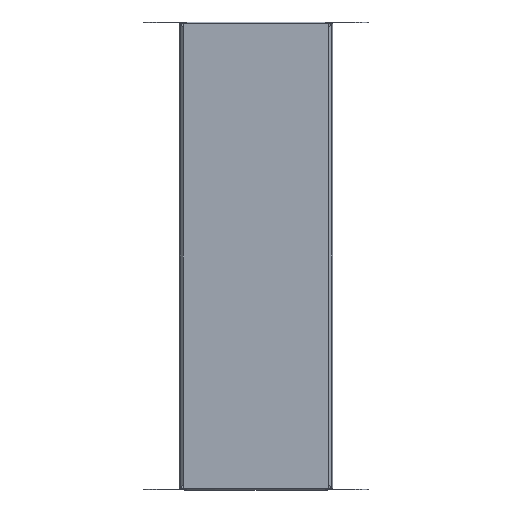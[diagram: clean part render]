
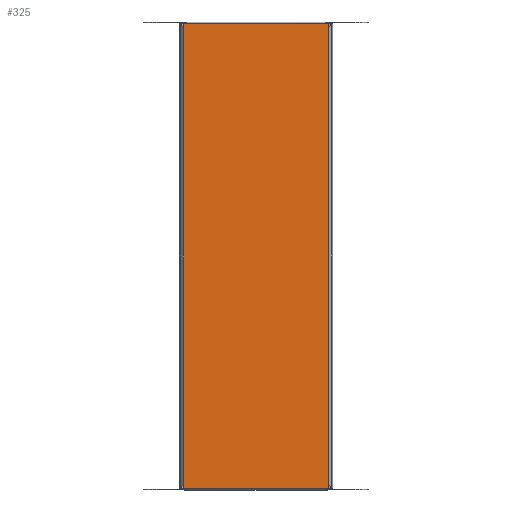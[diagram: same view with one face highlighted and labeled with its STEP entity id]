
A CAD part, front view. The second image highlights one B-rep face of the part: STEP entity #325.
In plain terms, the highlighted planar face has unit normal (0, -1, 0).
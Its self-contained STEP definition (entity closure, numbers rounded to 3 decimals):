
#27 = VERTEX_POINT ( 'NONE', #1337 ) ;
#103 = CARTESIAN_POINT ( 'NONE',  ( -90.5, 0., -297.75 ) ) ;
#131 = EDGE_LOOP ( 'NONE', ( #2233, #391, #1803, #2027, #2164, #605, #541, #1342, #3063, #2999, #2510, #596 ) ) ;
#133 = PLANE ( 'NONE',  #2533 ) ;
#170 = VECTOR ( 'NONE', #2116, 1000. ) ;
#175 = CARTESIAN_POINT ( 'NONE',  ( -93.25, 0., -297.5 ) ) ;
#199 = DIRECTION ( 'NONE',  ( 0., 0., -1. ) ) ;
#234 = VECTOR ( 'NONE', #2049, 1000. ) ;
#325 = ADVANCED_FACE ( 'NONE', ( #969 ), #133, .T. ) ;
#349 = AXIS2_PLACEMENT_3D ( 'NONE', #3275, #1732, #199 ) ;
#366 = VECTOR ( 'NONE', #1479, 1000. ) ;
#391 = ORIENTED_EDGE ( 'NONE', *, *, #1170, .T. ) ;
#409 = VECTOR ( 'NONE', #2287, 1000. ) ;
#429 = VECTOR ( 'NONE', #1975, 1000. ) ;
#450 = LINE ( 'NONE', #2253, #366 ) ;
#531 = CIRCLE ( 'NONE', #349, 3.25 ) ;
#541 = ORIENTED_EDGE ( 'NONE', *, *, #807, .F. ) ;
#546 = LINE ( 'NONE', #767, #3205 ) ;
#579 = EDGE_CURVE ( 'NONE', #1263, #1142, #2386, .T. ) ;
#596 = ORIENTED_EDGE ( 'NONE', *, *, #2557, .T. ) ;
#605 = ORIENTED_EDGE ( 'NONE', *, *, #3195, .T. ) ;
#625 = DIRECTION ( 'NONE',  ( 0., 1., 0. ) ) ;
#644 = CARTESIAN_POINT ( 'NONE',  ( -144., 0., 300. ) ) ;
#698 = EDGE_CURVE ( 'NONE', #1114, #27, #848, .T. ) ;
#705 = AXIS2_PLACEMENT_3D ( 'NONE', #2805, #1241, #3064 ) ;
#733 = CARTESIAN_POINT ( 'NONE',  ( 91.75, 0., -297.5 ) ) ;
#767 = CARTESIAN_POINT ( 'NONE',  ( -93.25, 0., 297.5 ) ) ;
#807 = EDGE_CURVE ( 'NONE', #1058, #854, #3269, .T. ) ;
#847 = EDGE_CURVE ( 'NONE', #1058, #1142, #531, .T. ) ;
#848 = LINE ( 'NONE', #1591, #170 ) ;
#854 = VERTEX_POINT ( 'NONE', #3023 ) ;
#862 = CARTESIAN_POINT ( 'NONE',  ( -91.75, 0., 297.5 ) ) ;
#881 = CARTESIAN_POINT ( 'NONE',  ( 91.75, 0., -300.75 ) ) ;
#894 = EDGE_CURVE ( 'NONE', #1346, #1948, #450, .T. ) ;
#899 = VERTEX_POINT ( 'NONE', #1741 ) ;
#908 = LINE ( 'NONE', #1522, #234 ) ;
#912 = VERTEX_POINT ( 'NONE', #2262 ) ;
#969 = FACE_OUTER_BOUND ( 'NONE', #131, .T. ) ;
#980 = VECTOR ( 'NONE', #3287, 1000. ) ;
#991 = CARTESIAN_POINT ( 'NONE',  ( -91.75, 0., -297.5 ) ) ;
#1003 = CIRCLE ( 'NONE', #3115, 3.25 ) ;
#1058 = VERTEX_POINT ( 'NONE', #2369 ) ;
#1103 = AXIS2_PLACEMENT_3D ( 'NONE', #2933, #1371, #3189 ) ;
#1114 = VERTEX_POINT ( 'NONE', #103 ) ;
#1142 = VERTEX_POINT ( 'NONE', #862 ) ;
#1170 = EDGE_CURVE ( 'NONE', #27, #2569, #1003, .T. ) ;
#1192 = CARTESIAN_POINT ( 'NONE',  ( -144., 0., 297.75 ) ) ;
#1241 = DIRECTION ( 'NONE',  ( 0., 1., 0. ) ) ;
#1263 = VERTEX_POINT ( 'NONE', #3233 ) ;
#1337 = CARTESIAN_POINT ( 'NONE',  ( 90.5, 0., -297.75 ) ) ;
#1342 = ORIENTED_EDGE ( 'NONE', *, *, #847, .T. ) ;
#1346 = VERTEX_POINT ( 'NONE', #991 ) ;
#1371 = DIRECTION ( 'NONE',  ( 0., 1., 0. ) ) ;
#1382 = EDGE_CURVE ( 'NONE', #2810, #2569, #908, .T. ) ;
#1454 = DIRECTION ( 'NONE',  ( 1., 0., 0. ) ) ;
#1464 = LINE ( 'NONE', #175, #429 ) ;
#1479 = DIRECTION ( 'NONE',  ( -1., 0., 0. ) ) ;
#1522 = CARTESIAN_POINT ( 'NONE',  ( -93.25, 0., -297.5 ) ) ;
#1591 = CARTESIAN_POINT ( 'NONE',  ( -144., 0., -297.75 ) ) ;
#1593 = CIRCLE ( 'NONE', #705, 3.25 ) ;
#1676 = DIRECTION ( 'NONE',  ( 0., -1., 0. ) ) ;
#1732 = DIRECTION ( 'NONE',  ( 0., 1., 0. ) ) ;
#1741 = CARTESIAN_POINT ( 'NONE',  ( 93.25, 0., 297.5 ) ) ;
#1803 = ORIENTED_EDGE ( 'NONE', *, *, #1382, .F. ) ;
#1948 = VERTEX_POINT ( 'NONE', #2096 ) ;
#1975 = DIRECTION ( 'NONE',  ( 0., 0., 1. ) ) ;
#2027 = ORIENTED_EDGE ( 'NONE', *, *, #2496, .F. ) ;
#2049 = DIRECTION ( 'NONE',  ( -1., 0., 0. ) ) ;
#2096 = CARTESIAN_POINT ( 'NONE',  ( -93.25, 0., -297.5 ) ) ;
#2116 = DIRECTION ( 'NONE',  ( 1., 0., 0. ) ) ;
#2164 = ORIENTED_EDGE ( 'NONE', *, *, #3058, .F. ) ;
#2194 = CIRCLE ( 'NONE', #1103, 3.25 ) ;
#2233 = ORIENTED_EDGE ( 'NONE', *, *, #698, .T. ) ;
#2253 = CARTESIAN_POINT ( 'NONE',  ( -93.25, 0., -297.5 ) ) ;
#2262 = CARTESIAN_POINT ( 'NONE',  ( 91.75, 0., 297.5 ) ) ;
#2287 = DIRECTION ( 'NONE',  ( 1., 0., 0. ) ) ;
#2369 = CARTESIAN_POINT ( 'NONE',  ( -90.5, 0., 297.75 ) ) ;
#2386 = LINE ( 'NONE', #3065, #409 ) ;
#2389 = EDGE_CURVE ( 'NONE', #1948, #1263, #1464, .T. ) ;
#2496 = EDGE_CURVE ( 'NONE', #899, #2810, #3132, .T. ) ;
#2510 = ORIENTED_EDGE ( 'NONE', *, *, #894, .F. ) ;
#2515 = CARTESIAN_POINT ( 'NONE',  ( 93.25, 0., -297.5 ) ) ;
#2533 = AXIS2_PLACEMENT_3D ( 'NONE', #644, #1676, #3227 ) ;
#2557 = EDGE_CURVE ( 'NONE', #1346, #1114, #1593, .T. ) ;
#2569 = VERTEX_POINT ( 'NONE', #733 ) ;
#2717 = CARTESIAN_POINT ( 'NONE',  ( 93.25, 0., -297.5 ) ) ;
#2805 = CARTESIAN_POINT ( 'NONE',  ( -91.75, 0., -300.75 ) ) ;
#2810 = VERTEX_POINT ( 'NONE', #2717 ) ;
#2933 = CARTESIAN_POINT ( 'NONE',  ( 91.75, 0., 300.75 ) ) ;
#2999 = ORIENTED_EDGE ( 'NONE', *, *, #2389, .F. ) ;
#3023 = CARTESIAN_POINT ( 'NONE',  ( 90.5, 0., 297.75 ) ) ;
#3058 = EDGE_CURVE ( 'NONE', #912, #899, #546, .T. ) ;
#3063 = ORIENTED_EDGE ( 'NONE', *, *, #579, .F. ) ;
#3064 = DIRECTION ( 'NONE',  ( 0., 0., -1. ) ) ;
#3065 = CARTESIAN_POINT ( 'NONE',  ( -93.25, 0., 297.5 ) ) ;
#3104 = DIRECTION ( 'NONE',  ( 1., 0., 0. ) ) ;
#3115 = AXIS2_PLACEMENT_3D ( 'NONE', #881, #625, #3212 ) ;
#3132 = LINE ( 'NONE', #2515, #980 ) ;
#3189 = DIRECTION ( 'NONE',  ( 0., 0., -1. ) ) ;
#3195 = EDGE_CURVE ( 'NONE', #912, #854, #2194, .T. ) ;
#3205 = VECTOR ( 'NONE', #3104, 1000. ) ;
#3212 = DIRECTION ( 'NONE',  ( 0., 0., -1. ) ) ;
#3227 = DIRECTION ( 'NONE',  ( 0., 0., -1. ) ) ;
#3233 = CARTESIAN_POINT ( 'NONE',  ( -93.25, 0., 297.5 ) ) ;
#3269 = LINE ( 'NONE', #1192, #3350 ) ;
#3275 = CARTESIAN_POINT ( 'NONE',  ( -91.75, 0., 300.75 ) ) ;
#3287 = DIRECTION ( 'NONE',  ( 0., 0., -1. ) ) ;
#3350 = VECTOR ( 'NONE', #1454, 1000. ) ;
